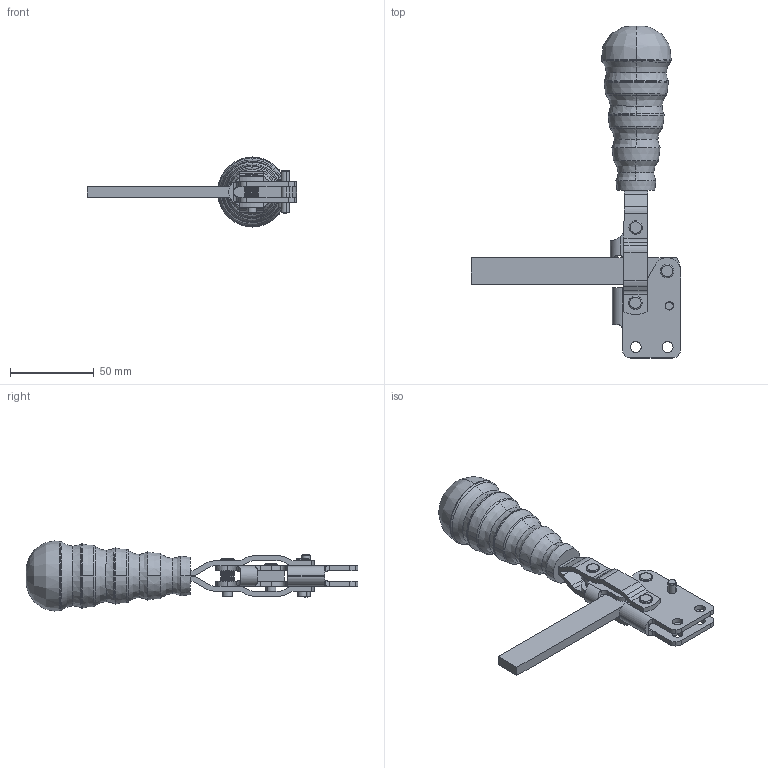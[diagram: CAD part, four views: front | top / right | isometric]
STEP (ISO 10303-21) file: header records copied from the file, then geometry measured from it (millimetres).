
FILE_DESCRIPTION((''),'2;1');
FILE_NAME('213F.1.stp','2005-08-29T15:07:15',('CAD'),(''),'Autodesk Inventor 8','Autodesk Inventor 8','');
FILE_SCHEMA(('AUTOMOTIVE_DESIGN { 1 0 10303 214 1 1 1 1 }'));
Length unit declared in the file: millimetre
Products named in the file (1): Part11
Bounding box: 125 x 198.39 x 41.84 mm (x, y, z)
Volume: 112116.2 mm3; surface area: 34312.3 mm2
Topology: 1 solids, 5 shells, 946 faces, 3231 edges, 1947 vertices
Faces by surface type: plane 376, cone 308, cylinder 184, bspline 54, torus 22, sphere 2
Entity records: 36837 total; most frequent: CARTESIAN_POINT 9359, ORIENTED_EDGE 6438, DIRECTION 5702, EDGE_CURVE 3219, AXIS2_PLACEMENT_3D 2184, VERTEX_POINT 1947, VECTOR 1334, LINE 1334
